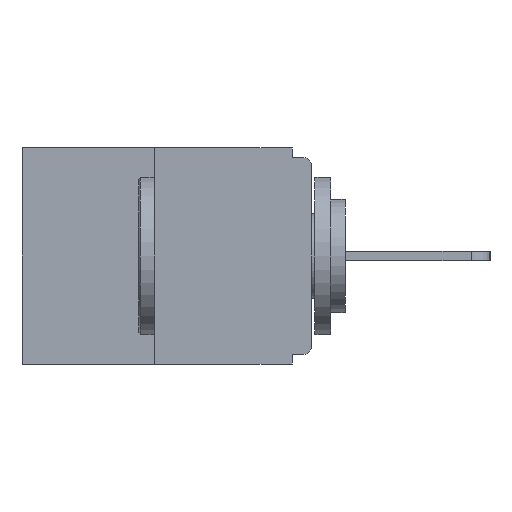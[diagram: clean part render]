
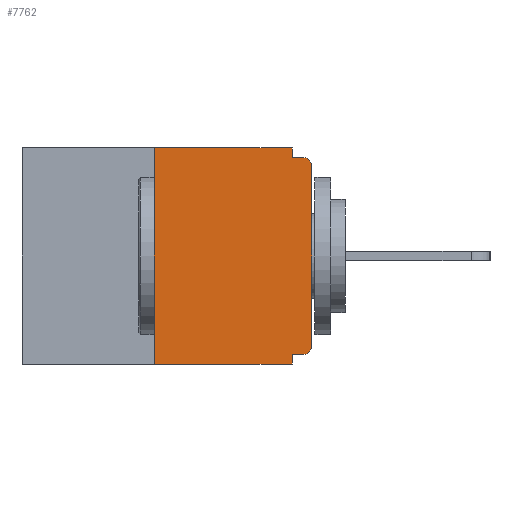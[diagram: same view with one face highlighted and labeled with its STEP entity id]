
A CAD part, left-side view. The second image highlights one B-rep face of the part: STEP entity #7762.
In plain terms, the highlighted planar face has unit normal (-1, 0, 0).
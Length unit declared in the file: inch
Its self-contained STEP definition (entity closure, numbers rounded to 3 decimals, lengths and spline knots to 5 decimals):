
#21 = CARTESIAN_POINT ( 'NONE',  ( 0., 0.46, 0. ) ) ;
#296 = FACE_OUTER_BOUND ( 'NONE', #5471, .T. ) ;
#299 = CARTESIAN_POINT ( 'NONE',  ( 0., 0.25, 0. ) ) ;
#582 = CARTESIAN_POINT ( 'NONE',  ( 0., 0., -0.03 ) ) ;
#732 = ORIENTED_EDGE ( 'NONE', *, *, #2382, .F. ) ;
#912 = CARTESIAN_POINT ( 'NONE',  ( 0., 0., -0.313 ) ) ;
#961 = CIRCLE ( 'NONE', #13988, 0.015 ) ;
#1134 = DIRECTION ( 'NONE',  ( -1., 0., 0. ) ) ;
#1596 = CARTESIAN_POINT ( 'NONE',  ( 0., 0.031, -0.015 ) ) ;
#1832 = LINE ( 'NONE', #299, #1919 ) ;
#1893 = VERTEX_POINT ( 'NONE', #582 ) ;
#1919 = VECTOR ( 'NONE', #17064, 39.37008 ) ;
#1996 = EDGE_CURVE ( 'NONE', #5791, #1893, #9553, .T. ) ;
#2247 = DIRECTION ( 'NONE',  ( 0., 0., -1. ) ) ;
#2249 = DIRECTION ( 'NONE',  ( 0., 0., -1. ) ) ;
#2382 = EDGE_CURVE ( 'NONE', #17450, #10096, #17268, .T. ) ;
#2395 = VECTOR ( 'NONE', #2249, 39.37008 ) ;
#2428 = CARTESIAN_POINT ( 'NONE',  ( 0., 0.031, 0. ) ) ;
#2521 = ORIENTED_EDGE ( 'NONE', *, *, #9730, .F. ) ;
#2547 = EDGE_CURVE ( 'NONE', #17450, #5791, #4982, .T. ) ;
#2695 = ORIENTED_EDGE ( 'NONE', *, *, #2547, .T. ) ;
#3265 = VECTOR ( 'NONE', #12037, 39.37008 ) ;
#3388 = DIRECTION ( 'NONE',  ( 0., 1., 0. ) ) ;
#3585 = ORIENTED_EDGE ( 'NONE', *, *, #10381, .T. ) ;
#4017 = DIRECTION ( 'NONE',  ( 0., 0., -1. ) ) ;
#4247 = EDGE_CURVE ( 'NONE', #9975, #8208, #10713, .T. ) ;
#4284 = CARTESIAN_POINT ( 'NONE',  ( 0., 0.46, 0. ) ) ;
#4805 = LINE ( 'NONE', #10326, #14914 ) ;
#4856 = CARTESIAN_POINT ( 'NONE',  ( 0., 0., -0.328 ) ) ;
#4878 = ORIENTED_EDGE ( 'NONE', *, *, #10365, .F. ) ;
#4893 = LINE ( 'NONE', #2428, #3265 ) ;
#4982 = CIRCLE ( 'NONE', #16567, 0.015 ) ;
#5471 = EDGE_LOOP ( 'NONE', ( #8430, #6761, #7381, #2521, #732, #2695, #15393, #3585, #10640, #4878 ) ) ;
#5791 = VERTEX_POINT ( 'NONE', #912 ) ;
#6118 = VECTOR ( 'NONE', #3388, 39.37008 ) ;
#6429 = LINE ( 'NONE', #11947, #2395 ) ;
#6565 = CARTESIAN_POINT ( 'NONE',  ( 0., 0., 0. ) ) ;
#6761 = ORIENTED_EDGE ( 'NONE', *, *, #12752, .F. ) ;
#7381 = ORIENTED_EDGE ( 'NONE', *, *, #4247, .T. ) ;
#7709 = VERTEX_POINT ( 'NONE', #8196 ) ;
#7762 = ADVANCED_FACE ( 'NONE', ( #296 ), #9644, .F. ) ;
#8196 = CARTESIAN_POINT ( 'NONE',  ( 0., 0.015, -0.015 ) ) ;
#8208 = VERTEX_POINT ( 'NONE', #15409 ) ;
#8430 = ORIENTED_EDGE ( 'NONE', *, *, #11548, .F. ) ;
#8691 = CARTESIAN_POINT ( 'NONE',  ( 0., 0.25, -0.343 ) ) ;
#9511 = VECTOR ( 'NONE', #17610, 39.37008 ) ;
#9553 = LINE ( 'NONE', #6565, #9511 ) ;
#9569 = CARTESIAN_POINT ( 'NONE',  ( 0., 0.031, 0. ) ) ;
#9644 = PLANE ( 'NONE',  #16001 ) ;
#9730 = EDGE_CURVE ( 'NONE', #10096, #8208, #6429, .T. ) ;
#9975 = VERTEX_POINT ( 'NONE', #8691 ) ;
#10096 = VERTEX_POINT ( 'NONE', #11286 ) ;
#10326 = CARTESIAN_POINT ( 'NONE',  ( 0., 0., -0.015 ) ) ;
#10365 = EDGE_CURVE ( 'NONE', #15845, #14433, #4893, .T. ) ;
#10381 = EDGE_CURVE ( 'NONE', #1893, #7709, #961, .T. ) ;
#10640 = ORIENTED_EDGE ( 'NONE', *, *, #12144, .F. ) ;
#10713 = LINE ( 'NONE', #16249, #14466 ) ;
#10827 = CARTESIAN_POINT ( 'NONE',  ( 0., 0.015, -0.313 ) ) ;
#11286 = CARTESIAN_POINT ( 'NONE',  ( 0., 0.031, -0.328 ) ) ;
#11463 = VERTEX_POINT ( 'NONE', #15697 ) ;
#11548 = EDGE_CURVE ( 'NONE', #11463, #15845, #17062, .T. ) ;
#11947 = CARTESIAN_POINT ( 'NONE',  ( 0., 0.031, -0.343 ) ) ;
#12037 = DIRECTION ( 'NONE',  ( 0., 0., -1. ) ) ;
#12144 = EDGE_CURVE ( 'NONE', #14433, #7709, #4805, .T. ) ;
#12253 = DIRECTION ( 'NONE',  ( 0., -1., 0. ) ) ;
#12752 = EDGE_CURVE ( 'NONE', #9975, #11463, #1832, .T. ) ;
#13155 = VECTOR ( 'NONE', #16972, 39.37008 ) ;
#13170 = CARTESIAN_POINT ( 'NONE',  ( 0., 0.015, -0.328 ) ) ;
#13451 = DIRECTION ( 'NONE',  ( 0., 0., -1. ) ) ;
#13988 = AXIS2_PLACEMENT_3D ( 'NONE', #16028, #14848, #2247 ) ;
#14433 = VERTEX_POINT ( 'NONE', #1596 ) ;
#14466 = VECTOR ( 'NONE', #12253, 39.37008 ) ;
#14582 = DIRECTION ( 'NONE',  ( 0., -1., 0. ) ) ;
#14848 = DIRECTION ( 'NONE',  ( -1., 0., 0. ) ) ;
#14914 = VECTOR ( 'NONE', #14582, 39.37008 ) ;
#15393 = ORIENTED_EDGE ( 'NONE', *, *, #1996, .T. ) ;
#15409 = CARTESIAN_POINT ( 'NONE',  ( 0., 0.031, -0.343 ) ) ;
#15697 = CARTESIAN_POINT ( 'NONE',  ( 0., 0.25, 0. ) ) ;
#15845 = VERTEX_POINT ( 'NONE', #9569 ) ;
#16001 = AXIS2_PLACEMENT_3D ( 'NONE', #21, #17884, #4017 ) ;
#16028 = CARTESIAN_POINT ( 'NONE',  ( 0., 0.015, -0.03 ) ) ;
#16249 = CARTESIAN_POINT ( 'NONE',  ( 0., 0.46, -0.343 ) ) ;
#16567 = AXIS2_PLACEMENT_3D ( 'NONE', #10827, #1134, #13451 ) ;
#16972 = DIRECTION ( 'NONE',  ( 0., -1., 0. ) ) ;
#17062 = LINE ( 'NONE', #4284, #13155 ) ;
#17064 = DIRECTION ( 'NONE',  ( 0., 0., 1. ) ) ;
#17268 = LINE ( 'NONE', #4856, #6118 ) ;
#17450 = VERTEX_POINT ( 'NONE', #13170 ) ;
#17610 = DIRECTION ( 'NONE',  ( 0., 0., 1. ) ) ;
#17884 = DIRECTION ( 'NONE',  ( 1., 0., 0. ) ) ;
